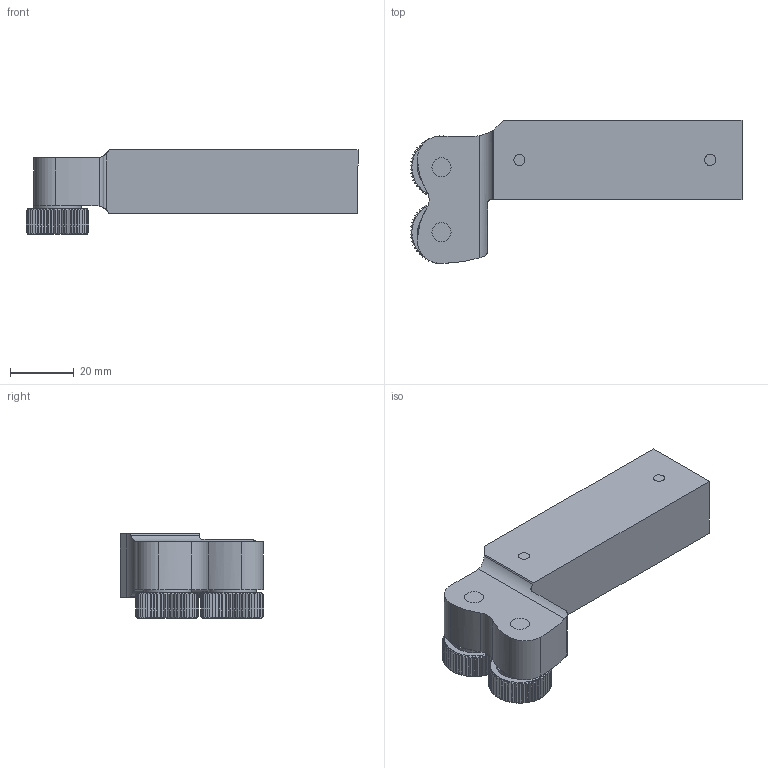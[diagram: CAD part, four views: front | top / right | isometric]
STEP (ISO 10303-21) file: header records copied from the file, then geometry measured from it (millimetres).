
FILE_DESCRIPTION(/* description */ (''),/* implementation_level */ '2;1');
FILE_NAME(/* name */ '32000210.stp',/* time_stamp */ '2022-02-15T13:43:30+01:00',/* author */ ('bueker'),/* organization */ (''),/* preprocessor_version */ 'ST-DEVELOPER v18.1',/* originating_system */ 'Autodesk Inventor 2022',/* authorisation */ '');
FILE_SCHEMA (('AUTOMOTIVE_DESIGN { 1 0 10303 214 3 1 1 }'));
Products named in the file (3): 32000217; 41012892-B; 32000210
Assembly tree (3 placements, depth 2):
  32000217
    41012892-B  x2
    32000210
Bounding box: 104.4 x 45.1 x 26.5 mm (x, y, z)
Volume: 56787.4 mm3; surface area: 14620.1 mm2
Topology: 3 solids, 3 shells, 481 faces, 975 edges, 516 vertices
Faces by surface type: plane 244, cone 214, cylinder 23
Full cylindrical faces by diameter (mm): 6 x4, 6.1 x2, 12.9 x2, 13 x2, 15 x2
Entity records: 6784 total; most frequent: CARTESIAN_POINT 1585, ORIENTED_EDGE 1088, DIRECTION 1034, EDGE_CURVE 544, AXIS2_PLACEMENT_3D 435, VERTEX_POINT 298, EDGE_LOOP 282, FACE_OUTER_BOUND 265
